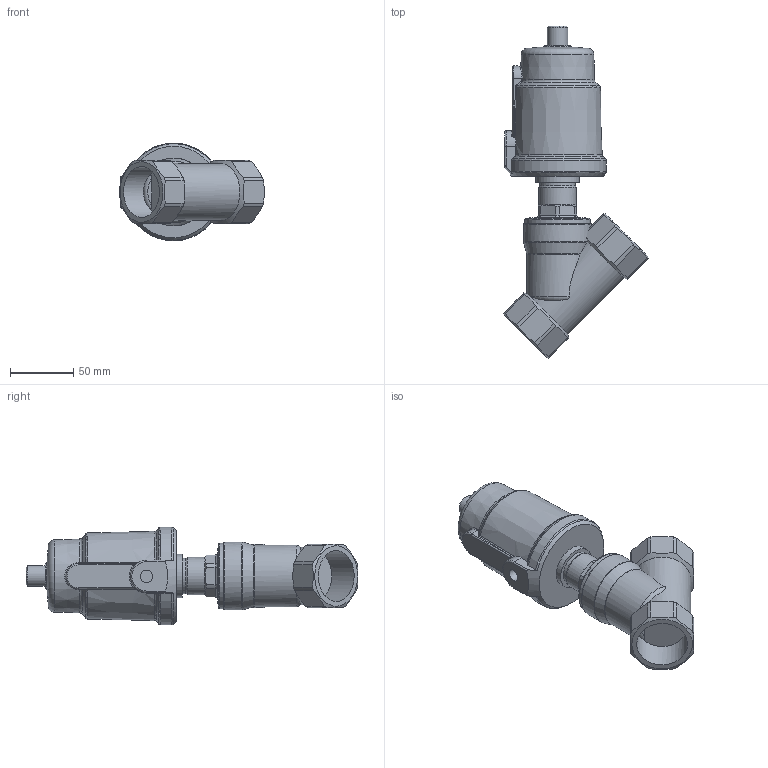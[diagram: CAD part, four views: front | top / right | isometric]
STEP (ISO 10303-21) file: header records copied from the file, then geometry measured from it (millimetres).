
FILE_DESCRIPTION(/* description */ ('Unknown','CAx-IF Rec.Pracs.---Representation and Presentation of Product Manufacturing Information (PMI)---4.0---2014-10-13','CAx-IF Rec.Pracs.---3D Tessellated Geometry---0.4---2014-09-14','2;1'),/* implementation_level */ '2;1');
FILE_NAME(/* name */ '9690-07',/* time_stamp */ '2024-01-19T08:46:10+01:00',/* author */ ('Unknown'),/* organization */ ('Unknown'),/* preprocessor_version */ 'ST-DEVELOPER v18.102',/* originating_system */ 'Solid Edge',/* authorisation */ 'Unknown');
FILE_SCHEMA (('AP242_MANAGED_MODEL_BASED_3D_ENGINEERING_MIM_LF { 1 0 10303 442 1 1 4 }'));
Length unit declared in the file: millimetre
Products named in the file (4): 9690-07_(8.690.032); 蟀諉32-10H25; DN32H25概极; H2000 63ͷ
Assembly tree (3 placements, depth 2):
  9690-07_(8.690.032)
    蟀諉32-10H25
    DN32H25概极
    H2000 63ͷ
Bounding box: 113.89 x 261.61 x 76.99 mm (x, y, z)
Volume: 617039.6 mm3; surface area: 73066.9 mm2
Topology: 3 solids, 3 shells, 159 faces, 384 edges, 238 vertices
Faces by surface type: cylinder 57, plane 43, torus 24, cone 19, bspline 15, sphere 1
Full cylindrical faces by diameter (mm): 9.8 x1, 16 x1, 20 x1, 26 x1, 28 x2, 29.5 x1, 34 x1, 40 x2, 52 x1, 53.54 x1
Entity records: 5327 total; most frequent: CARTESIAN_POINT 1882, ORIENTED_EDGE 692, DIRECTION 662, EDGE_CURVE 346, AXIS2_PLACEMENT_3D 291, VERTEX_POINT 229, EDGE_LOOP 195, FACE_BOUND 195
